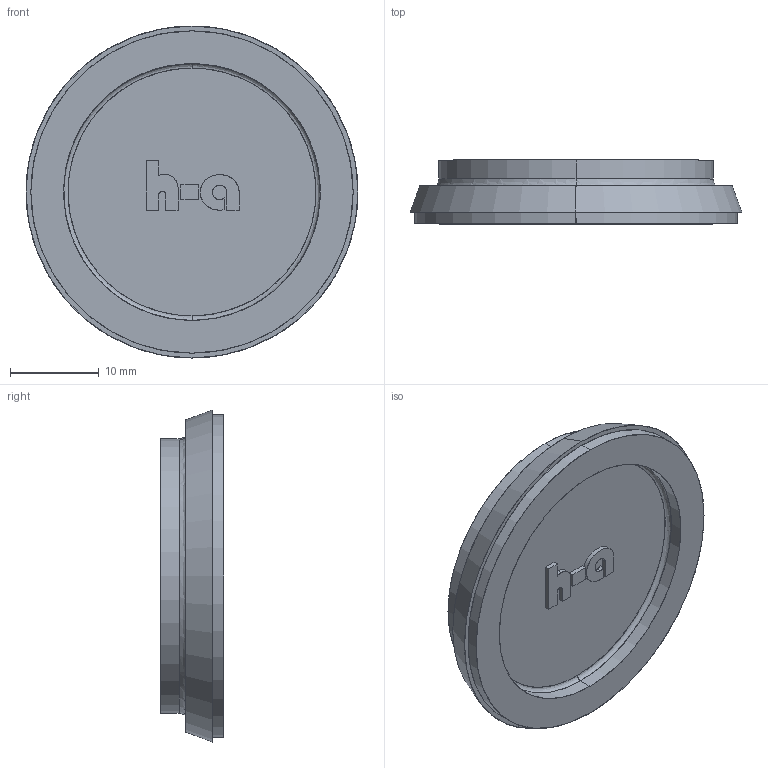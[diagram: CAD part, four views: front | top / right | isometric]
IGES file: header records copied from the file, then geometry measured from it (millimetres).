
Start section: SolidWorks IGES file using analytic representation for surfaces
Global section: file name: L_39207800.igs; native system: SolidWorks 2014; preprocessor: SolidWorks 2014; author: serviziopdm; date: 150330.114157; units: millimetre
Bounding box: 37.5 x 7.2 x 37.5 mm (x, y, z)
Surface area: 3260.1 mm2 (no closed solid volume)
Topology: 0 solids, 0 shells, 48 faces, 754 edges, 754 vertices
Faces by surface type: bspline 31, revolution 17
